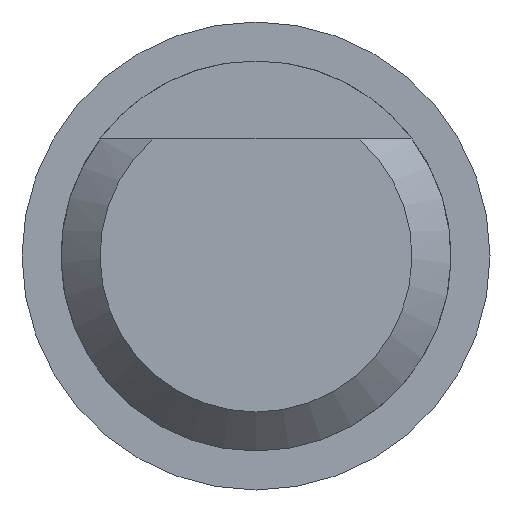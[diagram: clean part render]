
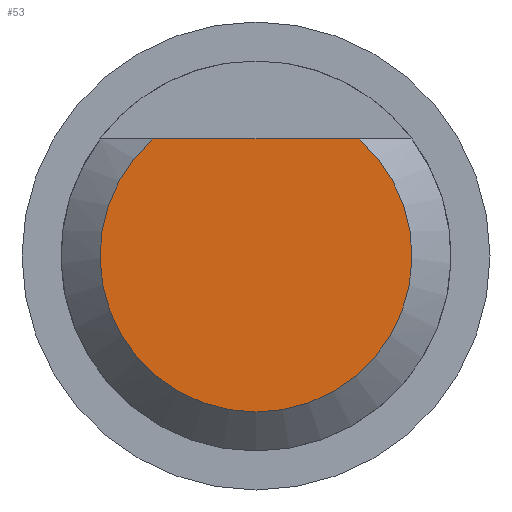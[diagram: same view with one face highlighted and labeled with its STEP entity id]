
A CAD part, front view. The second image highlights one B-rep face of the part: STEP entity #53.
In plain terms, the highlighted planar face has unit normal (0, -1, 0).
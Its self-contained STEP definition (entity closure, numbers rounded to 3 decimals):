
#53=ADVANCED_FACE('',(#74),#66,.F.);
#66=PLANE('',#210);
#74=FACE_OUTER_BOUND('',#82,.T.);
#82=EDGE_LOOP('',(#110,#111));
#100=CIRCLE('',#209,2.);
#110=ORIENTED_EDGE('',*,*,#170,.F.);
#111=ORIENTED_EDGE('',*,*,#171,.T.);
#154=VERTEX_POINT('',#290);
#155=VERTEX_POINT('',#291);
#170=EDGE_CURVE('',#154,#155,#192,.T.);
#171=EDGE_CURVE('',#154,#155,#100,.T.);
#192=LINE('',#289,#200);
#200=VECTOR('',#234,1.);
#209=AXIS2_PLACEMENT_3D('',#292,#235,#236);
#210=AXIS2_PLACEMENT_3D('',#293,#237,#238);
#234=DIRECTION('',(1.,0.,0.));
#235=DIRECTION('',(0.,-1.,0.));
#236=DIRECTION('',(0.,0.,1.));
#237=DIRECTION('',(0.,1.,0.));
#238=DIRECTION('',(0.,0.,1.));
#289=CARTESIAN_POINT('',(-50.,0.,1.5));
#290=CARTESIAN_POINT('',(-1.323,0.,1.5));
#291=CARTESIAN_POINT('',(1.323,0.,1.5));
#292=CARTESIAN_POINT('',(0.,0.,0.));
#293=CARTESIAN_POINT('',(0.,0.,0.));
